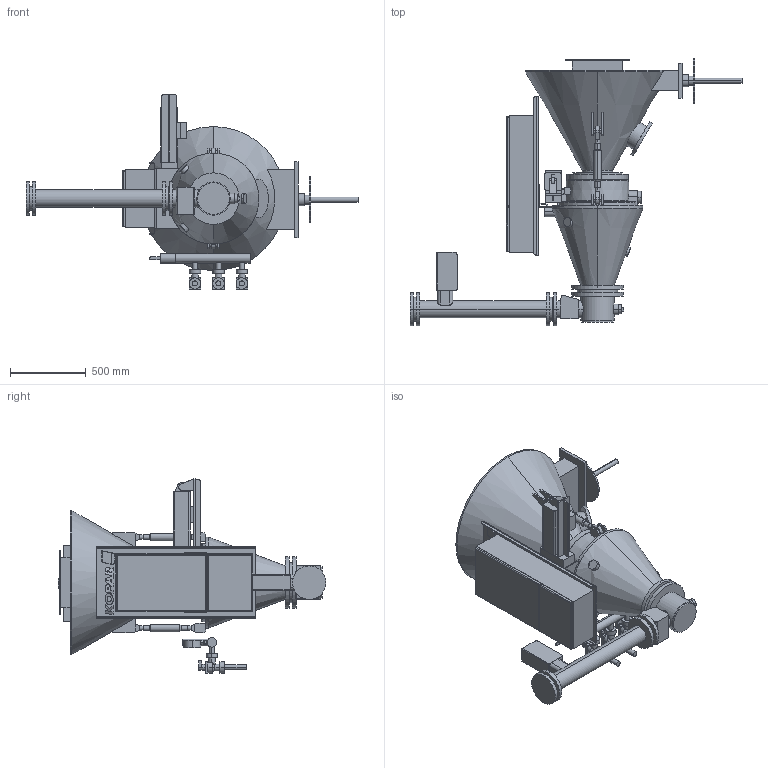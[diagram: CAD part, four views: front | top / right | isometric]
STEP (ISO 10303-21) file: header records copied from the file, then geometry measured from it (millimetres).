
FILE_DESCRIPTION (( 'STEP AP203' ), '1' );
FILE_NAME ('ELMO100H-KOPAR.STEP', '2021-03-30T10:30:31', ( '' ), ( '' ), 'SwSTEP 2.0', 'SolidWorks 2017', '' );
FILE_SCHEMA (( 'CONFIG_CONTROL_DESIGN' ));
Length unit declared in the file: millimetre
Products named in the file (1): ELMO100H-KOPAR
Bounding box: 2191.25 x 1768.5 x 1282 mm (x, y, z)
Volume: 458219391.4 mm3; surface area: 8557569.5 mm2
Topology: 2 solids, 2 shells, 760 faces, 1885 edges, 1202 vertices
Faces by surface type: plane 451, cylinder 260, cone 27, sphere 8, bspline 8, torus 6
Entity records: 24950 total; most frequent: CARTESIAN_POINT 6494, DIRECTION 3849, ORIENTED_EDGE 3754, EDGE_CURVE 1877, AXIS2_PLACEMENT_3D 1317, LINE 1215, VECTOR 1215, VERTEX_POINT 1202
